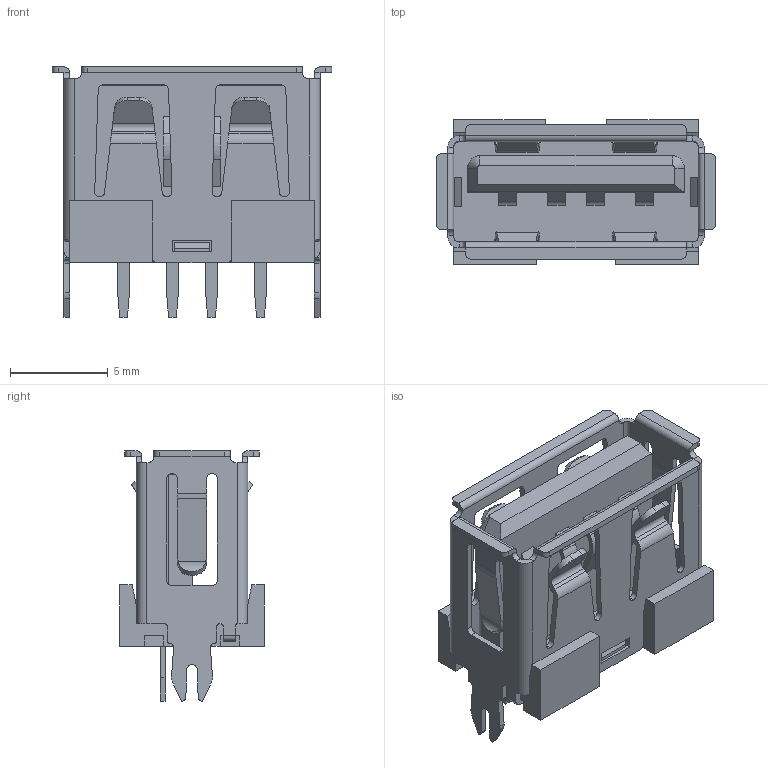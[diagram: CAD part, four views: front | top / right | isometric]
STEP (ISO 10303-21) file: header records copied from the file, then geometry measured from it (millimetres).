
FILE_DESCRIPTION (( 'STEP AP214' ), '1' );
FILE_NAME ('KUSBVLPX-AS1N-W_rA1.STEP', '2015-12-31T18:30:30', ( '' ), ( '' ), 'SwSTEP 2.0', 'SolidWorks 2014', '' );
FILE_SCHEMA (( 'AUTOMOTIVE_DESIGN' ));
Length unit declared in the file: millimetre
Products named in the file (1): KUSBVLPX-AS1N-W_rA1
Bounding box: 14.3 x 7.4 x 12.8 mm (x, y, z)
Volume: 373.6 mm3; surface area: 1198.6 mm2
Topology: 1 solids, 1 shells, 397 faces, 1172 edges, 764 vertices
Faces by surface type: plane 253, cylinder 142, cone 2
Entity records: 14435 total; most frequent: CARTESIAN_POINT 2572, ORIENTED_EDGE 2344, DIRECTION 2146, EDGE_CURVE 1172, VECTOR 870, LINE 870, VERTEX_POINT 764, AXIS2_PLACEMENT_3D 638
